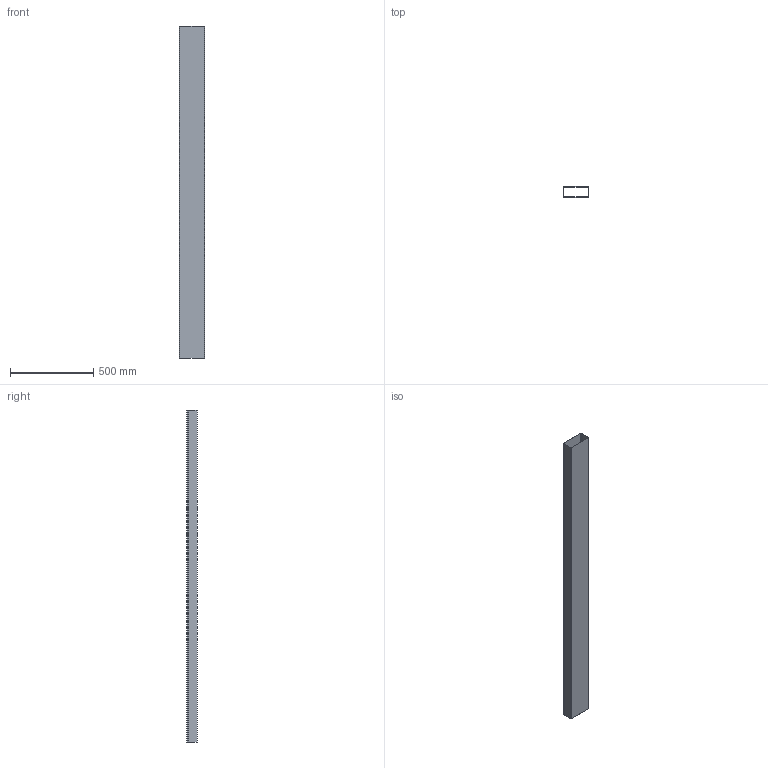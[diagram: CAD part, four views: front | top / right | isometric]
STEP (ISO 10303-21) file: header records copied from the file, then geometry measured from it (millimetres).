
FILE_DESCRIPTION (( 'STEP AP214' ), '1' );
FILE_NAME ('6248640.stp', '2016-10-03T13:02:39', ( '' ), ( '' ), 'SwSTEP 2.0', 'SolidWorks 2016', '' );
FILE_SCHEMA (( 'AUTOMOTIVE_DESIGN' ));
Length unit declared in the file: millimetre
Products named in the file (3): BKS 03.002-010_Standard; BKS 03.002-009_Standard; 6248640
Assembly tree (2 placements, depth 2):
  6248640
    BKS 03.002-009_Standard
    BKS 03.002-010_Standard
Bounding box: 151.36 x 64 x 2000 mm (x, y, z)
Volume: 431380 mm3; surface area: 1730240.2 mm2
Topology: 2 solids, 2 shells, 52 faces, 144 edges, 96 vertices
Faces by surface type: plane 28, cylinder 24
Entity records: 1786 total; most frequent: DIRECTION 306, CARTESIAN_POINT 297, ORIENTED_EDGE 288, EDGE_CURVE 144, AXIS2_PLACEMENT_3D 105, VECTOR 96, VERTEX_POINT 96, LINE 96
